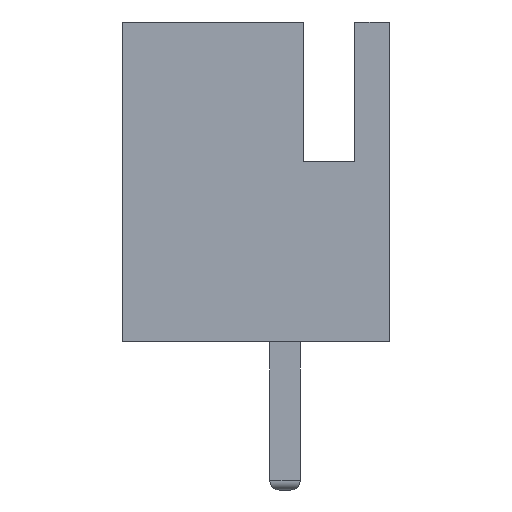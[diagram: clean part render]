
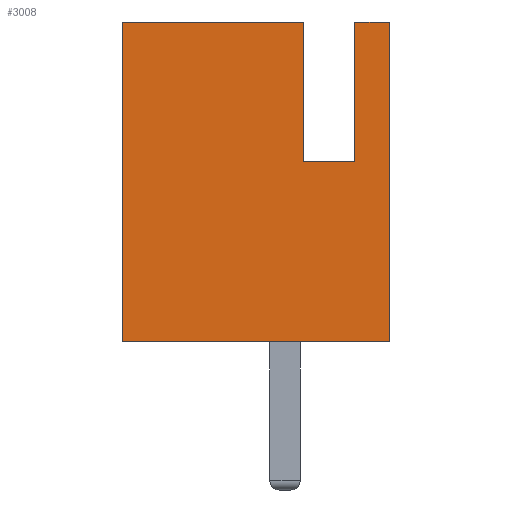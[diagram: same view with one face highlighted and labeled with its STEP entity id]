
A CAD part, left-side view. The second image highlights one B-rep face of the part: STEP entity #3008.
In plain terms, the highlighted planar face has unit normal (-1, 0, 0).
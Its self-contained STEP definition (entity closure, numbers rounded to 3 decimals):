
#219 = ORIENTED_EDGE ( 'NONE', *, *, #2435, .F. ) ;
#473 = CARTESIAN_POINT ( 'NONE',  ( -11.29, 2.875, 6.88 ) ) ;
#490 = VERTEX_POINT ( 'NONE', #11221 ) ;
#1074 = CARTESIAN_POINT ( 'NONE',  ( -11.29, -2.125, 6.88 ) ) ;
#1123 = VERTEX_POINT ( 'NONE', #1420 ) ;
#1221 = DIRECTION ( 'NONE',  ( 0., 0., -1. ) ) ;
#1354 = CARTESIAN_POINT ( 'NONE',  ( -11.29, 2.875, 6.88 ) ) ;
#1420 = CARTESIAN_POINT ( 'NONE',  ( -11.29, -1.025, 3.88 ) ) ;
#1421 = EDGE_CURVE ( 'NONE', #7347, #1123, #5564, .T. ) ;
#1500 = ORIENTED_EDGE ( 'NONE', *, *, #10817, .F. ) ;
#1510 = CARTESIAN_POINT ( 'NONE',  ( -11.29, 2.875, 6.88 ) ) ;
#1548 = VERTEX_POINT ( 'NONE', #5220 ) ;
#1780 = EDGE_CURVE ( 'NONE', #4872, #1548, #8699, .T. ) ;
#1806 = ORIENTED_EDGE ( 'NONE', *, *, #8921, .T. ) ;
#2275 = LINE ( 'NONE', #1354, #2470 ) ;
#2355 = PLANE ( 'NONE',  #10389 ) ;
#2435 = EDGE_CURVE ( 'NONE', #5207, #4872, #5891, .T. ) ;
#2470 = VECTOR ( 'NONE', #8429, 1000. ) ;
#2506 = DIRECTION ( 'NONE',  ( 0., -1., 0. ) ) ;
#2751 = VERTEX_POINT ( 'NONE', #5451 ) ;
#2963 = VECTOR ( 'NONE', #2506, 1000. ) ;
#3008 = ADVANCED_FACE ( 'NONE', ( #4512 ), #2355, .F. ) ;
#3091 = DIRECTION ( 'NONE',  ( 0., -1., 0. ) ) ;
#3134 = CARTESIAN_POINT ( 'NONE',  ( -11.29, -1.025, 6.88 ) ) ;
#3242 = ORIENTED_EDGE ( 'NONE', *, *, #8203, .F. ) ;
#3464 = DIRECTION ( 'NONE',  ( 0., 0., -1. ) ) ;
#3719 = CARTESIAN_POINT ( 'NONE',  ( -11.29, 2.875, 0. ) ) ;
#4512 = FACE_OUTER_BOUND ( 'NONE', #10105, .T. ) ;
#4529 = LINE ( 'NONE', #10454, #2963 ) ;
#4845 = LINE ( 'NONE', #473, #7527 ) ;
#4872 = VERTEX_POINT ( 'NONE', #6952 ) ;
#5019 = DIRECTION ( 'NONE',  ( 0., -1., 0. ) ) ;
#5050 = DIRECTION ( 'NONE',  ( 0., 0., 1. ) ) ;
#5207 = VERTEX_POINT ( 'NONE', #1074 ) ;
#5220 = CARTESIAN_POINT ( 'NONE',  ( -11.29, -2.875, 0. ) ) ;
#5451 = CARTESIAN_POINT ( 'NONE',  ( -11.29, -2.125, 3.88 ) ) ;
#5564 = LINE ( 'NONE', #10031, #8886 ) ;
#5849 = ORIENTED_EDGE ( 'NONE', *, *, #7944, .F. ) ;
#5882 = DIRECTION ( 'NONE',  ( 1., 0., 0. ) ) ;
#5891 = LINE ( 'NONE', #1510, #9077 ) ;
#6055 = DIRECTION ( 'NONE',  ( 0., -1., 0. ) ) ;
#6287 = ORIENTED_EDGE ( 'NONE', *, *, #1780, .F. ) ;
#6723 = EDGE_CURVE ( 'NONE', #490, #8312, #2275, .T. ) ;
#6952 = CARTESIAN_POINT ( 'NONE',  ( -11.29, -2.875, 6.88 ) ) ;
#7339 = VECTOR ( 'NONE', #5050, 1000. ) ;
#7347 = VERTEX_POINT ( 'NONE', #3134 ) ;
#7527 = VECTOR ( 'NONE', #3091, 1000. ) ;
#7944 = EDGE_CURVE ( 'NONE', #490, #7347, #4845, .T. ) ;
#8203 = EDGE_CURVE ( 'NONE', #2751, #5207, #8664, .T. ) ;
#8312 = VERTEX_POINT ( 'NONE', #3719 ) ;
#8429 = DIRECTION ( 'NONE',  ( 0., 0., -1. ) ) ;
#8664 = LINE ( 'NONE', #9339, #7339 ) ;
#8690 = CARTESIAN_POINT ( 'NONE',  ( -11.29, 2.875, 0. ) ) ;
#8699 = LINE ( 'NONE', #9073, #10889 ) ;
#8869 = VECTOR ( 'NONE', #6055, 1000. ) ;
#8886 = VECTOR ( 'NONE', #10902, 1000. ) ;
#8921 = EDGE_CURVE ( 'NONE', #8312, #1548, #10486, .T. ) ;
#9073 = CARTESIAN_POINT ( 'NONE',  ( -11.29, -2.875, 6.88 ) ) ;
#9077 = VECTOR ( 'NONE', #5019, 1000. ) ;
#9339 = CARTESIAN_POINT ( 'NONE',  ( -11.29, -2.125, 6.88 ) ) ;
#10031 = CARTESIAN_POINT ( 'NONE',  ( -11.29, -1.025, 6.88 ) ) ;
#10105 = EDGE_LOOP ( 'NONE', ( #1500, #10356, #5849, #10813, #1806, #6287, #219, #3242 ) ) ;
#10299 = CARTESIAN_POINT ( 'NONE',  ( -11.29, 2.875, 6.88 ) ) ;
#10356 = ORIENTED_EDGE ( 'NONE', *, *, #1421, .F. ) ;
#10389 = AXIS2_PLACEMENT_3D ( 'NONE', #10299, #5882, #1221 ) ;
#10454 = CARTESIAN_POINT ( 'NONE',  ( -11.29, -1.025, 3.88 ) ) ;
#10486 = LINE ( 'NONE', #8690, #8869 ) ;
#10813 = ORIENTED_EDGE ( 'NONE', *, *, #6723, .T. ) ;
#10817 = EDGE_CURVE ( 'NONE', #1123, #2751, #4529, .T. ) ;
#10889 = VECTOR ( 'NONE', #3464, 1000. ) ;
#10902 = DIRECTION ( 'NONE',  ( 0., 0., -1. ) ) ;
#11221 = CARTESIAN_POINT ( 'NONE',  ( -11.29, 2.875, 6.88 ) ) ;
